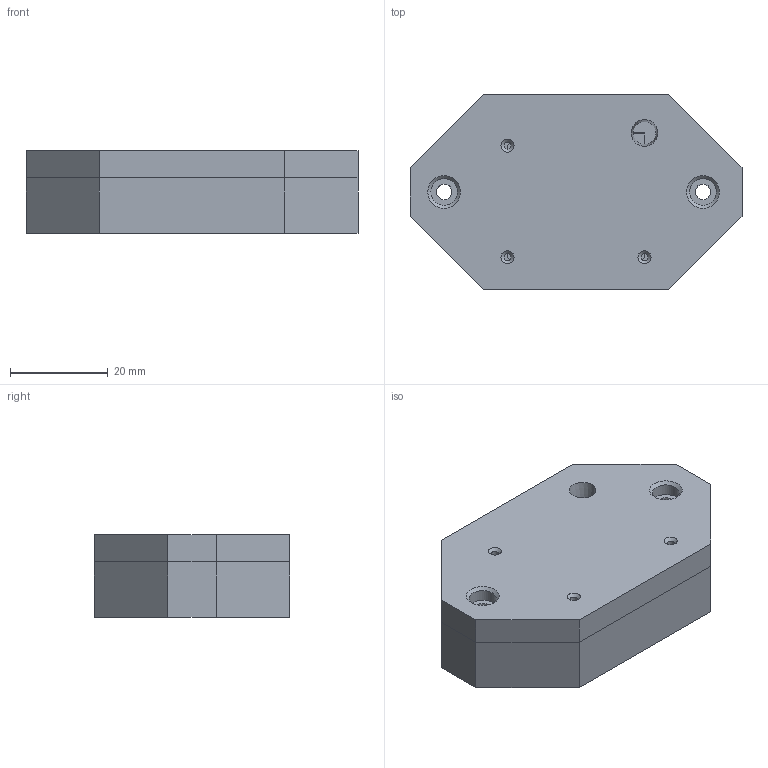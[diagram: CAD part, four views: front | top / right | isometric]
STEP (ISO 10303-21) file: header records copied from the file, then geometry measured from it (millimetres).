
FILE_DESCRIPTION(/* description */ (''),/* implementation_level */ '2;1');
FILE_NAME(/* name */ 'feet mold.step',/* time_stamp */ '2021-10-01T13:17:00+02:00',/* author */ (''),/* organization */ (''),/* preprocessor_version */ 'ST-DEVELOPER v18.1',/* originating_system */ 'Autodesk Translation Framework v10.10.0.1391',/* authorisation */ '');
FILE_SCHEMA (('AUTOMOTIVE_DESIGN { 1 0 10303 214 3 1 1 }'));
Length unit declared in the file: millimetre
Products named in the file (1): foot mold
Bounding box: 68.1 x 40 x 17 mm (x, y, z)
Volume: 33647.2 mm3; surface area: 13552.1 mm2
Topology: 2 solids, 2 shells, 75 faces, 186 edges, 122 vertices
Faces by surface type: plane 55, cylinder 14, cone 6
Full cylindrical faces by diameter (mm): 1.5 x3, 3.2 x4, 4.65 x1, 5.3 x1, 5.5 x2, 10 x1
Entity records: 2274 total; most frequent: CARTESIAN_POINT 384, DIRECTION 376, ORIENTED_EDGE 372, EDGE_CURVE 186, LINE 148, VECTOR 148, VERTEX_POINT 122, AXIS2_PLACEMENT_3D 114
